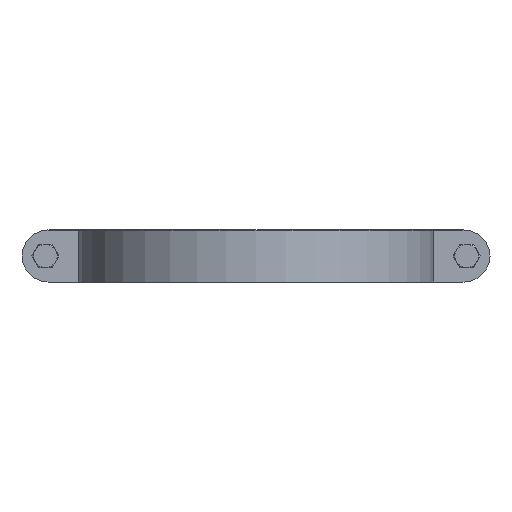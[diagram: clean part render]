
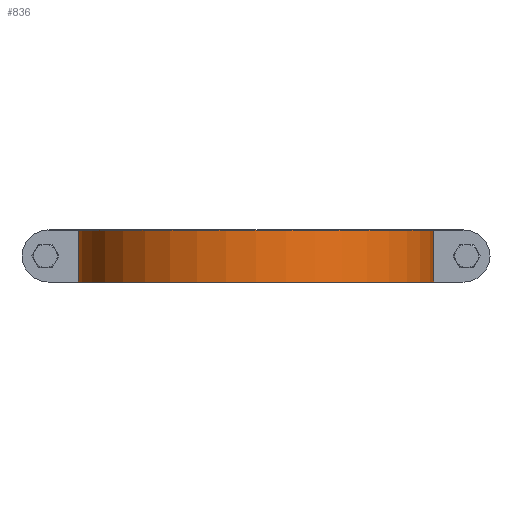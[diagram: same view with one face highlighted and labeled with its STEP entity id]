
A CAD part, front view. The second image highlights one B-rep face of the part: STEP entity #836.
In plain terms, the highlighted cylindrical face has radius 68.5 mm (diameter 137 mm), a partial arc.
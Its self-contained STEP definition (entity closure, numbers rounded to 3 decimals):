
#114=CYLINDRICAL_SURFACE('',#910,68.5);
#145=FACE_OUTER_BOUND('',#207,.T.);
#207=EDGE_LOOP('',(#603,#604,#605,#606));
#267=CIRCLE('',#890,68.5);
#273=CIRCLE('',#899,68.5);
#315=LINE('',#1275,#349);
#321=LINE('',#1296,#355);
#349=VECTOR('',#1017,20.);
#355=VECTOR('',#1039,20.);
#378=VERTEX_POINT('',#1257);
#379=VERTEX_POINT('',#1259);
#385=VERTEX_POINT('',#1273);
#392=VERTEX_POINT('',#1291);
#451=EDGE_CURVE('',#378,#379,#267,.T.);
#459=EDGE_CURVE('',#385,#378,#315,.T.);
#468=EDGE_CURVE('',#392,#385,#273,.T.);
#470=EDGE_CURVE('',#392,#379,#321,.T.);
#603=ORIENTED_EDGE('',*,*,#468,.F.);
#604=ORIENTED_EDGE('',*,*,#470,.T.);
#605=ORIENTED_EDGE('',*,*,#451,.F.);
#606=ORIENTED_EDGE('',*,*,#459,.F.);
#836=ADVANCED_FACE('',(#145),#114,.T.);
#890=AXIS2_PLACEMENT_3D('',#1260,#1004,#1005);
#899=AXIS2_PLACEMENT_3D('',#1293,#1033,#1034);
#910=AXIS2_PLACEMENT_3D('',#1309,#1057,#1058);
#1004=DIRECTION('center_axis',(0.,0.,1.));
#1005=DIRECTION('ref_axis',(-0.998,-0.058,0.));
#1017=DIRECTION('',(0.,0.,1.));
#1033=DIRECTION('center_axis',(0.,0.,-1.));
#1034=DIRECTION('ref_axis',(-0.998,-0.058,0.));
#1039=DIRECTION('',(0.,0.,1.));
#1057=DIRECTION('center_axis',(0.,0.,1.));
#1058=DIRECTION('ref_axis',(-0.998,-0.058,0.));
#1257=CARTESIAN_POINT('',(68.383,4.,20.));
#1259=CARTESIAN_POINT('',(-68.383,4.,20.));
#1260=CARTESIAN_POINT('Origin',(0.,0.,20.));
#1273=CARTESIAN_POINT('',(68.383,4.,0.));
#1275=CARTESIAN_POINT('',(68.383,4.,0.));
#1291=CARTESIAN_POINT('',(-68.383,4.,0.));
#1293=CARTESIAN_POINT('Origin',(0.,0.,0.));
#1296=CARTESIAN_POINT('',(-68.383,4.,0.));
#1309=CARTESIAN_POINT('Origin',(0.,0.,0.));
